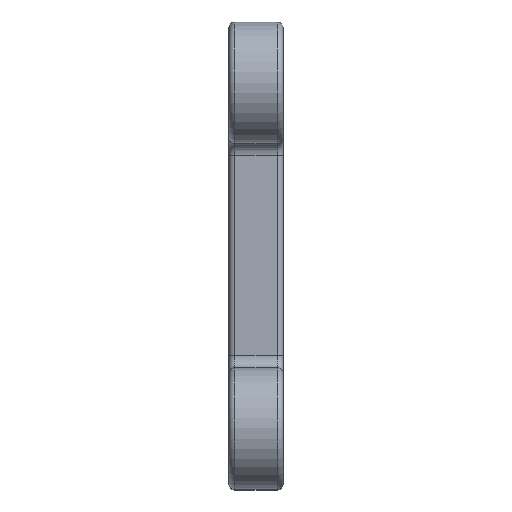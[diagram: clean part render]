
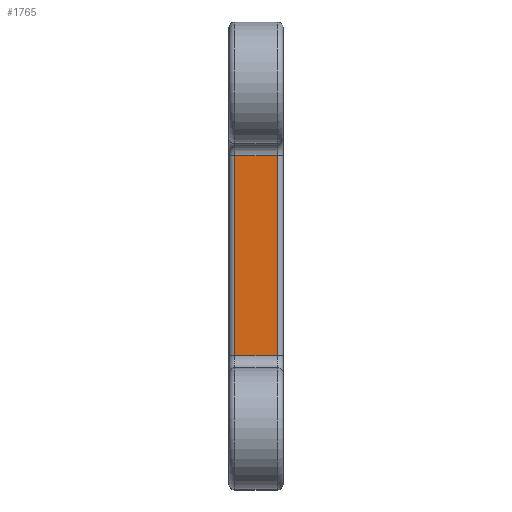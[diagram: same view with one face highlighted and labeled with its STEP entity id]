
A CAD part, top view. The second image highlights one B-rep face of the part: STEP entity #1765.
In plain terms, the highlighted planar face has unit normal (0, 0, 1).
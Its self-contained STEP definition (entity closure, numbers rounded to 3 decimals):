
#512=CARTESIAN_POINT('Vertex',(8.,16.5,25.)) ;
#519=CARTESIAN_POINT('Vertex',(1.,16.5,25.)) ;
#522=CARTESIAN_POINT('Line Origine',(4.5,16.5,25.)) ;
#1735=CARTESIAN_POINT('Axis2P3D Location',(0.,18.5,25.)) ;
#1740=CARTESIAN_POINT('Line Origine',(1.,0.,25.)) ;
#1744=CARTESIAN_POINT('Vertex',(1.,-16.5,25.)) ;
#1747=CARTESIAN_POINT('Line Origine',(4.5,-16.5,25.)) ;
#1751=CARTESIAN_POINT('Vertex',(8.,-16.5,25.)) ;
#1754=CARTESIAN_POINT('Line Origine',(8.,0.,25.)) ;
#523=DIRECTION('Vector Direction',(1.,0.,0.)) ;
#1736=DIRECTION('Axis2P3D Direction',(-0.,0.,1.)) ;
#1737=DIRECTION('Axis2P3D XDirection',(0.,-1.,0.)) ;
#1741=DIRECTION('Vector Direction',(0.,-1.,0.)) ;
#1748=DIRECTION('Vector Direction',(1.,0.,0.)) ;
#1755=DIRECTION('Vector Direction',(0.,-1.,0.)) ;
#1738=AXIS2_PLACEMENT_3D('Plane Axis2P3D',#1735,#1736,#1737) ;
#1760=ORIENTED_EDGE('',*,*,#526,.T.) ;
#1761=ORIENTED_EDGE('',*,*,#1746,.T.) ;
#1762=ORIENTED_EDGE('',*,*,#1753,.F.) ;
#1763=ORIENTED_EDGE('',*,*,#1758,.F.) ;
#524=VECTOR('Line Direction',#523,1.) ;
#1742=VECTOR('Line Direction',#1741,1.) ;
#1749=VECTOR('Line Direction',#1748,1.) ;
#1756=VECTOR('Line Direction',#1755,1.) ;
#1765=ADVANCED_FACE('PartBody',(#1764),#1739,.T.) ;
#526=EDGE_CURVE('',#513,#520,#525,.F.) ;
#1746=EDGE_CURVE('',#520,#1745,#1743,.T.) ;
#1753=EDGE_CURVE('',#1752,#1745,#1750,.F.) ;
#1758=EDGE_CURVE('',#513,#1752,#1757,.T.) ;
#1759=EDGE_LOOP('',(#1760,#1761,#1762,#1763)) ;
#1764=FACE_OUTER_BOUND('',#1759,.T.) ;
#525=LINE('Line',#522,#524) ;
#1743=LINE('Line',#1740,#1742) ;
#1750=LINE('Line',#1747,#1749) ;
#1757=LINE('Line',#1754,#1756) ;
#1739=PLANE('',#1738) ;
#513=VERTEX_POINT('',#512) ;
#520=VERTEX_POINT('',#519) ;
#1745=VERTEX_POINT('',#1744) ;
#1752=VERTEX_POINT('',#1751) ;
